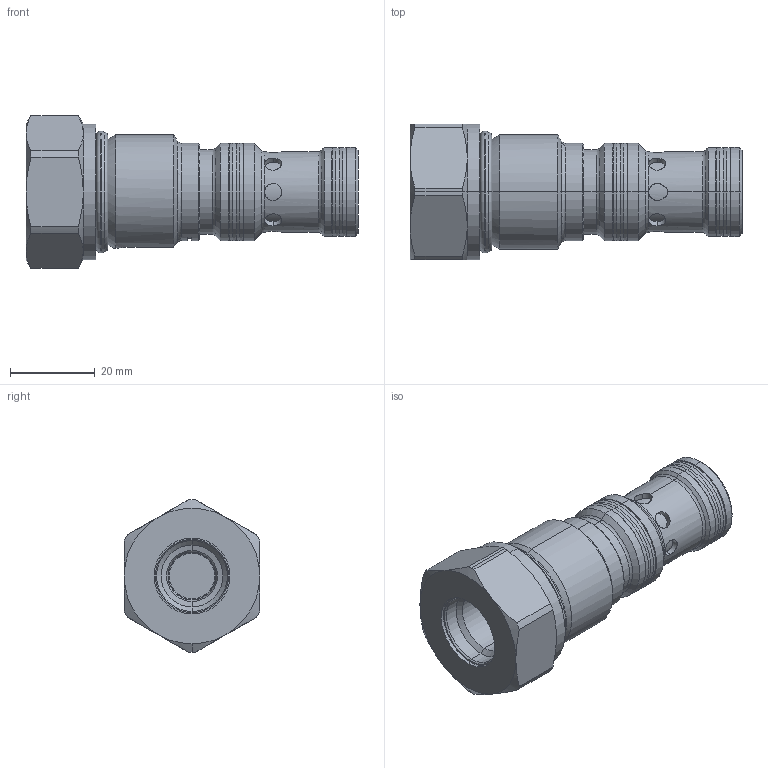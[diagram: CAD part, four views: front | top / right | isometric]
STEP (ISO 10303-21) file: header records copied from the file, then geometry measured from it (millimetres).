
FILE_DESCRIPTION (( 'STEP AP214' ), '1' );
FILE_NAME ('482.F3_defeature.STEP', '2017-02-03T07:02:13', ( 'user' ), ( '' ), 'SwSTEP 2.0', 'SolidWorks 2016', '' );
FILE_SCHEMA (( 'AUTOMOTIVE_DESIGN' ));
Length unit declared in the file: millimetre
Products named in the file (1): 482.F3_defeature
Bounding box: 78.3 x 32 x 36 mm (x, y, z)
Volume: 36417.1 mm3; surface area: 10166.9 mm2
Topology: 2 solids, 2 shells, 182 faces, 396 edges, 234 vertices
Faces by surface type: cylinder 68, cone 41, torus 32, plane 25, bspline 16
Entity records: 6226 total; most frequent: CARTESIAN_POINT 1994, DIRECTION 854, ORIENTED_EDGE 792, EDGE_CURVE 396, AXIS2_PLACEMENT_3D 368, VERTEX_POINT 234, CIRCLE 201, EDGE_LOOP 200
